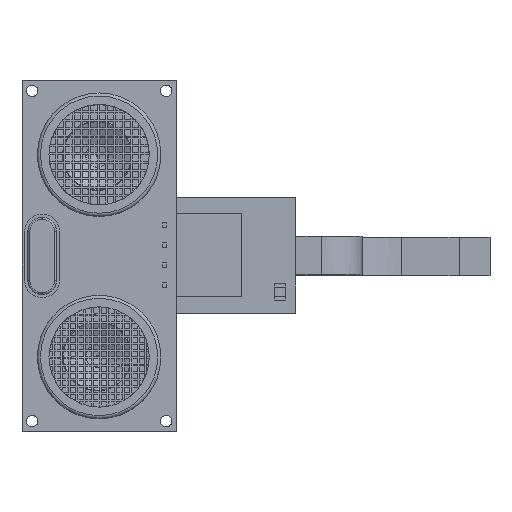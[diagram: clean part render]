
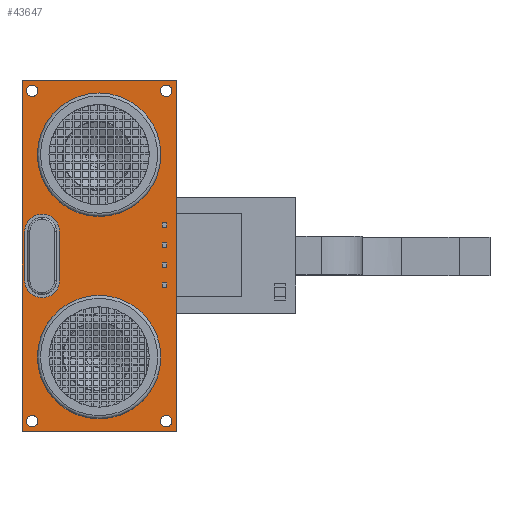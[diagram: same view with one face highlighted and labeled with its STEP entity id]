
A CAD part, top view. The second image highlights one B-rep face of the part: STEP entity #43647.
In plain terms, the highlighted planar face has unit normal (0, 0, 1).
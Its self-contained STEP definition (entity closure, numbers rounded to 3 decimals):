
#43079 = EDGE_CURVE('',#43080,#43080,#43082,.T.);
#43080 = VERTEX_POINT('',#43081);
#43081 = CARTESIAN_POINT('',(-22.175,8.7,1.61));
#43082 = CIRCLE('',#43083,0.75);
#43083 = AXIS2_PLACEMENT_3D('',#43084,#43085,#43086);
#43084 = CARTESIAN_POINT('',(-21.425,8.7,1.61));
#43085 = DIRECTION('',(0.,0.,-1.));
#43086 = DIRECTION('',(1.,0.,0.));
#43111 = EDGE_CURVE('',#43112,#43112,#43114,.T.);
#43112 = VERTEX_POINT('',#43113);
#43113 = CARTESIAN_POINT('',(20.675,-8.7,1.61));
#43114 = CIRCLE('',#43115,0.75);
#43115 = AXIS2_PLACEMENT_3D('',#43116,#43117,#43118);
#43116 = CARTESIAN_POINT('',(21.425,-8.7,1.61));
#43117 = DIRECTION('',(0.,0.,-1.));
#43118 = DIRECTION('',(1.,0.,0.));
#43143 = EDGE_CURVE('',#43144,#43144,#43146,.T.);
#43144 = VERTEX_POINT('',#43145);
#43145 = CARTESIAN_POINT('',(5.12,0.,1.61));
#43146 = CIRCLE('',#43147,8.);
#43147 = AXIS2_PLACEMENT_3D('',#43148,#43149,#43150);
#43148 = CARTESIAN_POINT('',(13.12,0.,1.61));
#43149 = DIRECTION('',(0.,0.,-1.));
#43150 = DIRECTION('',(1.,0.,0.));
#43186 = VERTEX_POINT('',#43187);
#43187 = CARTESIAN_POINT('',(-5.4,7.436,1.61));
#43193 = EDGE_CURVE('',#43194,#43186,#43196,.T.);
#43194 = VERTEX_POINT('',#43195);
#43195 = CARTESIAN_POINT('',(-5.4,7.336,1.61));
#43196 = LINE('',#43197,#43198);
#43197 = CARTESIAN_POINT('',(-5.4,7.336,1.61));
#43198 = VECTOR('',#43199,1.);
#43199 = DIRECTION('',(0.,1.,0.));
#43218 = VERTEX_POINT('',#43219);
#43219 = CARTESIAN_POINT('',(-3.2,5.136,1.61));
#43225 = EDGE_CURVE('',#43218,#43194,#43226,.T.);
#43226 = CIRCLE('',#43227,2.2);
#43227 = AXIS2_PLACEMENT_3D('',#43228,#43229,#43230);
#43228 = CARTESIAN_POINT('',(-3.2,7.336,1.61));
#43229 = DIRECTION('',(0.,0.,-1.));
#43230 = DIRECTION('',(-1.,0.,0.));
#43257 = EDGE_CURVE('',#43258,#43218,#43260,.T.);
#43258 = VERTEX_POINT('',#43259);
#43259 = CARTESIAN_POINT('',(3.2,5.136,1.61));
#43260 = LINE('',#43261,#43262);
#43261 = CARTESIAN_POINT('',(3.2,5.136,1.61));
#43262 = VECTOR('',#43263,1.);
#43263 = DIRECTION('',(-1.,0.,0.));
#43282 = VERTEX_POINT('',#43283);
#43283 = CARTESIAN_POINT('',(5.4,7.336,1.61));
#43289 = EDGE_CURVE('',#43282,#43258,#43290,.T.);
#43290 = CIRCLE('',#43291,2.2);
#43291 = AXIS2_PLACEMENT_3D('',#43292,#43293,#43294);
#43292 = CARTESIAN_POINT('',(3.2,7.336,1.61));
#43293 = DIRECTION('',(0.,0.,-1.));
#43294 = DIRECTION('',(0.,-1.,0.));
#43321 = EDGE_CURVE('',#43322,#43282,#43324,.T.);
#43322 = VERTEX_POINT('',#43323);
#43323 = CARTESIAN_POINT('',(5.4,7.436,1.61));
#43324 = LINE('',#43325,#43326);
#43325 = CARTESIAN_POINT('',(5.4,7.436,1.61));
#43326 = VECTOR('',#43327,1.);
#43327 = DIRECTION('',(0.,-1.,0.));
#43346 = VERTEX_POINT('',#43347);
#43347 = CARTESIAN_POINT('',(3.2,9.636,1.61));
#43353 = EDGE_CURVE('',#43346,#43322,#43354,.T.);
#43354 = CIRCLE('',#43355,2.2);
#43355 = AXIS2_PLACEMENT_3D('',#43356,#43357,#43358);
#43356 = CARTESIAN_POINT('',(3.2,7.436,1.61));
#43357 = DIRECTION('',(0.,0.,-1.));
#43358 = DIRECTION('',(1.,0.,0.));
#43385 = EDGE_CURVE('',#43386,#43346,#43388,.T.);
#43386 = VERTEX_POINT('',#43387);
#43387 = CARTESIAN_POINT('',(-3.2,9.636,1.61));
#43388 = LINE('',#43389,#43390);
#43389 = CARTESIAN_POINT('',(-3.2,9.636,1.61));
#43390 = VECTOR('',#43391,1.);
#43391 = DIRECTION('',(1.,0.,0.));
#43408 = EDGE_CURVE('',#43186,#43386,#43409,.T.);
#43409 = CIRCLE('',#43410,2.2);
#43410 = AXIS2_PLACEMENT_3D('',#43411,#43412,#43413);
#43411 = CARTESIAN_POINT('',(-3.2,7.436,1.61));
#43412 = DIRECTION('',(0.,0.,-1.));
#43413 = DIRECTION('',(0.,1.,0.));
#43431 = EDGE_CURVE('',#43432,#43432,#43434,.T.);
#43432 = VERTEX_POINT('',#43433);
#43433 = CARTESIAN_POINT('',(20.675,8.7,1.61));
#43434 = CIRCLE('',#43435,0.75);
#43435 = AXIS2_PLACEMENT_3D('',#43436,#43437,#43438);
#43436 = CARTESIAN_POINT('',(21.425,8.7,1.61));
#43437 = DIRECTION('',(0.,0.,-1.));
#43438 = DIRECTION('',(1.,0.,0.));
#43463 = EDGE_CURVE('',#43464,#43464,#43466,.T.);
#43464 = VERTEX_POINT('',#43465);
#43465 = CARTESIAN_POINT('',(-22.175,-8.7,1.61));
#43466 = CIRCLE('',#43467,0.75);
#43467 = AXIS2_PLACEMENT_3D('',#43468,#43469,#43470);
#43468 = CARTESIAN_POINT('',(-21.425,-8.7,1.61));
#43469 = DIRECTION('',(0.,0.,-1.));
#43470 = DIRECTION('',(1.,0.,0.));
#43495 = EDGE_CURVE('',#43496,#43496,#43498,.T.);
#43496 = VERTEX_POINT('',#43497);
#43497 = CARTESIAN_POINT('',(-21.12,0.,1.61));
#43498 = CIRCLE('',#43499,8.);
#43499 = AXIS2_PLACEMENT_3D('',#43500,#43501,#43502);
#43500 = CARTESIAN_POINT('',(-13.12,0.,1.61));
#43501 = DIRECTION('',(0.,0.,-1.));
#43502 = DIRECTION('',(1.,0.,0.));
#43538 = VERTEX_POINT('',#43539);
#43539 = CARTESIAN_POINT('',(-22.725,-10.,1.61));
#43545 = EDGE_CURVE('',#43546,#43538,#43548,.T.);
#43546 = VERTEX_POINT('',#43547);
#43547 = CARTESIAN_POINT('',(-22.725,10.,1.61));
#43548 = LINE('',#43549,#43550);
#43549 = CARTESIAN_POINT('',(-22.725,-10.,1.61));
#43550 = VECTOR('',#43551,1.);
#43551 = DIRECTION('',(0.,-1.,0.));
#43576 = EDGE_CURVE('',#43577,#43546,#43579,.T.);
#43577 = VERTEX_POINT('',#43578);
#43578 = CARTESIAN_POINT('',(22.725,10.,1.61));
#43579 = LINE('',#43580,#43581);
#43580 = CARTESIAN_POINT('',(-22.725,10.,1.61));
#43581 = VECTOR('',#43582,1.);
#43582 = DIRECTION('',(-1.,0.,0.));
#43607 = EDGE_CURVE('',#43608,#43577,#43610,.T.);
#43608 = VERTEX_POINT('',#43609);
#43609 = CARTESIAN_POINT('',(22.725,-10.,1.61));
#43610 = LINE('',#43611,#43612);
#43611 = CARTESIAN_POINT('',(22.725,10.,1.61));
#43612 = VECTOR('',#43613,1.);
#43613 = DIRECTION('',(0.,1.,0.));
#43636 = EDGE_CURVE('',#43538,#43608,#43637,.T.);
#43637 = LINE('',#43638,#43639);
#43638 = CARTESIAN_POINT('',(22.725,-10.,1.61));
#43639 = VECTOR('',#43640,1.);
#43640 = DIRECTION('',(1.,0.,0.));
#43647 = ADVANCED_FACE('',(#43648,#43654,#43657,#43660,#43663,#43673,
    #43676,#43679),#43682,.T.);
#43648 = FACE_BOUND('',#43649,.T.);
#43649 = EDGE_LOOP('',(#43650,#43651,#43652,#43653));
#43650 = ORIENTED_EDGE('',*,*,#43636,.T.);
#43651 = ORIENTED_EDGE('',*,*,#43607,.T.);
#43652 = ORIENTED_EDGE('',*,*,#43576,.T.);
#43653 = ORIENTED_EDGE('',*,*,#43545,.T.);
#43654 = FACE_BOUND('',#43655,.T.);
#43655 = EDGE_LOOP('',(#43656));
#43656 = ORIENTED_EDGE('',*,*,#43495,.T.);
#43657 = FACE_BOUND('',#43658,.T.);
#43658 = EDGE_LOOP('',(#43659));
#43659 = ORIENTED_EDGE('',*,*,#43463,.T.);
#43660 = FACE_BOUND('',#43661,.T.);
#43661 = EDGE_LOOP('',(#43662));
#43662 = ORIENTED_EDGE('',*,*,#43431,.T.);
#43663 = FACE_BOUND('',#43664,.T.);
#43664 = EDGE_LOOP('',(#43665,#43666,#43667,#43668,#43669,#43670,#43671,
    #43672));
#43665 = ORIENTED_EDGE('',*,*,#43408,.T.);
#43666 = ORIENTED_EDGE('',*,*,#43385,.T.);
#43667 = ORIENTED_EDGE('',*,*,#43353,.T.);
#43668 = ORIENTED_EDGE('',*,*,#43321,.T.);
#43669 = ORIENTED_EDGE('',*,*,#43289,.T.);
#43670 = ORIENTED_EDGE('',*,*,#43257,.T.);
#43671 = ORIENTED_EDGE('',*,*,#43225,.T.);
#43672 = ORIENTED_EDGE('',*,*,#43193,.T.);
#43673 = FACE_BOUND('',#43674,.T.);
#43674 = EDGE_LOOP('',(#43675));
#43675 = ORIENTED_EDGE('',*,*,#43143,.T.);
#43676 = FACE_BOUND('',#43677,.T.);
#43677 = EDGE_LOOP('',(#43678));
#43678 = ORIENTED_EDGE('',*,*,#43111,.T.);
#43679 = FACE_BOUND('',#43680,.T.);
#43680 = EDGE_LOOP('',(#43681));
#43681 = ORIENTED_EDGE('',*,*,#43079,.T.);
#43682 = PLANE('',#43683);
#43683 = AXIS2_PLACEMENT_3D('',#43684,#43685,#43686);
#43684 = CARTESIAN_POINT('',(0.,0.,1.61));
#43685 = DIRECTION('',(0.,0.,1.));
#43686 = DIRECTION('',(1.,0.,0.));
